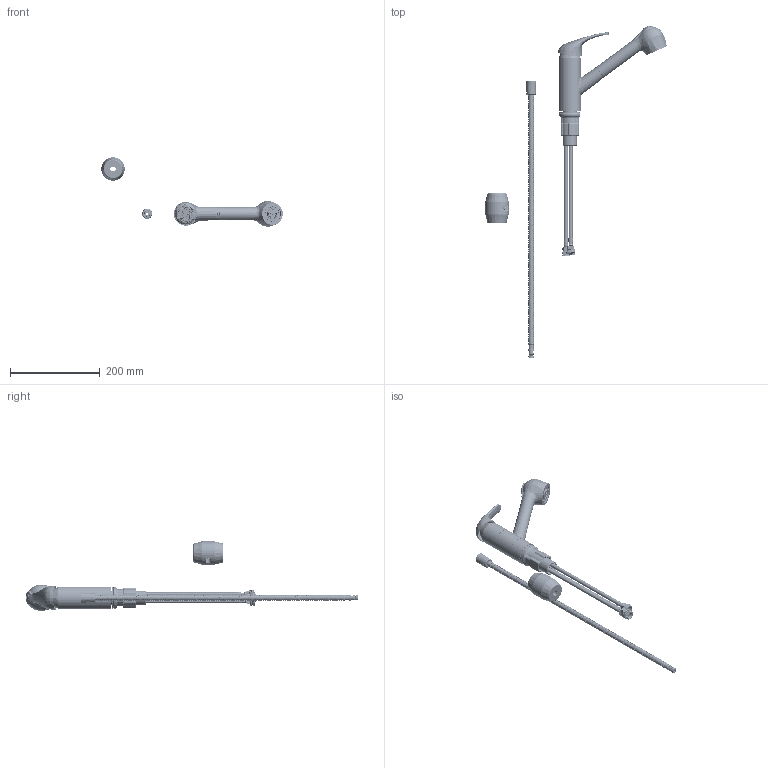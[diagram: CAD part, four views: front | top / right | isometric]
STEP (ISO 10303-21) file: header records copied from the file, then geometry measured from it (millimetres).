
FILE_DESCRIPTION((''),'2;1');
FILE_NAME('JC1H0033_ASM','2020-05-28T',('Administrator'),('Globeunion.com'),'PRO/ENGINEER BY PARAMETRIC TECHNOLOGY CORPORATION, 2015280','PRO/ENGINEER BY PARAMETRIC TECHNOLOGY CORPORATION, 2015280','');
FILE_SCHEMA(('CONFIG_CONTROL_DESIGN'));
Products named in the file (40): 106876-90; 106874-0; FZ-1; 530048-1; 058661; 063483; 038671-90; 020005; 232010; 056163; FST_15; 054112; 082019; 023012; 510109_ASM; 518011; 554073__ASM; 024460; 032378-0; 071099; 024002; 024003; 7521001; 058497; 056101_ASM; 098004-1; 098004-2; 098004_ASM; 300232NC; 30232NH; 300251N; 045509-01; 045509-02; 045509_ASM; 300251-0_ASM; 065107; 065090; 300207N; 027185; JC1H0033_ASM
Assembly tree (42 placements, depth 4):
  JC1H0033_ASM
    106876-90
    106874-0
    FZ-1
    530048-1
    058661
    063483
    038671-90
    020005
    232010
    056163
    554073__ASM
      FST_15
      510109_ASM
        054112
        082019
        023012
      518011
    024460  x2
    032378-0
    071099
    024002
    024003
    056101_ASM
      7521001
      058497
    098004_ASM
      098004-1  x2
      098004-2  x2
    300232NC
    30232NH
    300251-0_ASM
      300251N
      045509_ASM
        045509-01
        045509-02
    065107
    065090
    300207N
    027185
Bounding box: 405.26 x 741.29 x 155.3 mm (x, y, z)
Volume: 630288.1 mm3; surface area: 323609.2 mm2
Topology: 39 solids, 39 shells, 6648 faces, 18213 edges, 11765 vertices
Faces by surface type: cylinder 3906, plane 1391, bspline 722, torus 386, cone 189, sphere 29, extrusion 21, revolution 4
Entity records: 312749 total; most frequent: CARTESIAN_POINT 156051, ORIENTED_EDGE 35624, DIRECTION 25044, EDGE_CURVE 17812, VERTEX_POINT 11529, EDGE_LOOP 9615, AXIS2_PLACEMENT_3D 8846, B_SPLINE_CURVE_WITH_KNOTS 7542
